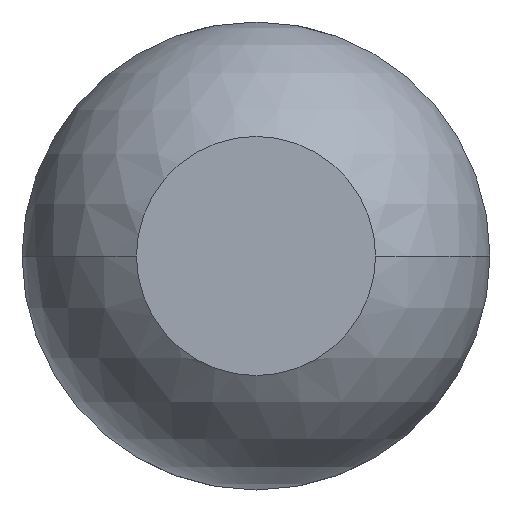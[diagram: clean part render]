
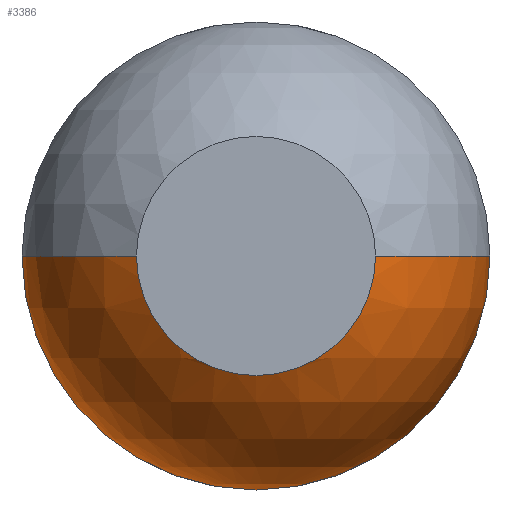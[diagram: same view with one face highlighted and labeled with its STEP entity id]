
A CAD part, front view. The second image highlights one B-rep face of the part: STEP entity #3386.
In plain terms, the highlighted spherical face has radius 0.685 mm.
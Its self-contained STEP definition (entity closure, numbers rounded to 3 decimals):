
#19 = AXIS2_PLACEMENT_3D ( 'NONE', #1172, #3116, #3445 ) ;
#84 = DIRECTION ( 'NONE',  ( 0., 0., -1. ) ) ;
#146 = EDGE_CURVE ( 'Defeature ausgef�hrt1_17+Defeature ausgef�hrt1_4+Defeature ausgef�hrt1_4+Defeature ausgef�hrt1_4', #1664, #1242, #2111, .T. ) ;
#262 = CARTESIAN_POINT ( 'NONE',  ( 0., -30., 0. ) ) ;
#280 = CIRCLE ( 'NONE', #3896, 0.685 ) ;
#356 = ORIENTED_EDGE ( 'NONE', *, *, #3245, .T. ) ;
#372 = CIRCLE ( 'NONE', #2569, 0.685 ) ;
#475 = DIRECTION ( 'NONE',  ( -1., 0., 0. ) ) ;
#558 = DIRECTION ( 'NONE',  ( 0., 1., 0. ) ) ;
#576 = DIRECTION ( 'NONE',  ( 0., 0., -1. ) ) ;
#866 = CARTESIAN_POINT ( 'NONE',  ( 0.35, -30., 0. ) ) ;
#890 = VERTEX_POINT ( 'NONE', #2164 ) ;
#935 = ORIENTED_EDGE ( 'NONE', *, *, #3687, .F. ) ;
#1083 = EDGE_LOOP ( 'NONE', ( #2850, #356, #3108, #935, #3648, #2554 ) ) ;
#1100 = AXIS2_PLACEMENT_3D ( 'NONE', #3519, #84, #1591 ) ;
#1172 = CARTESIAN_POINT ( 'NONE',  ( 0., -29.411, 0. ) ) ;
#1242 = VERTEX_POINT ( 'NONE', #866 ) ;
#1492 = CARTESIAN_POINT ( 'NONE',  ( 0., -30., -0.35 ) ) ;
#1591 = DIRECTION ( 'NONE',  ( 1., 0., 0. ) ) ;
#1664 = VERTEX_POINT ( 'NONE', #1492 ) ;
#1672 = AXIS2_PLACEMENT_3D ( 'NONE', #262, #2536, #576 ) ;
#1691 = VERTEX_POINT ( 'NONE', #2819 ) ;
#1722 = EDGE_CURVE ( 'Defeature ausgef�hrt1_5+Defeature ausgef�hrt1_4+Defeature ausgef�hrt1_4+Defeature ausgef�hrt1_4', #890, #1691, #2820, .T. ) ;
#1792 = SPHERICAL_SURFACE ( 'NONE', #1100, 0.685 ) ;
#1847 = DIRECTION ( 'NONE',  ( 0., 0., 1. ) ) ;
#1904 = FACE_OUTER_BOUND ( 'NONE', #1083, .T. ) ;
#2111 = CIRCLE ( 'NONE', #3096, 0.35 ) ;
#2164 = CARTESIAN_POINT ( 'NONE',  ( 0., -29.411, -0.685 ) ) ;
#2174 = CARTESIAN_POINT ( 'NONE',  ( 0., -29.411, 0. ) ) ;
#2219 = CARTESIAN_POINT ( 'NONE',  ( 0., -29.411, 0. ) ) ;
#2477 = CARTESIAN_POINT ( 'NONE',  ( -0.35, -30., 0. ) ) ;
#2536 = DIRECTION ( 'NONE',  ( 0., -1., 0. ) ) ;
#2554 = ORIENTED_EDGE ( 'NONE', *, *, #146, .F. ) ;
#2569 = AXIS2_PLACEMENT_3D ( 'NONE', #2219, #1847, #4083 ) ;
#2763 = CARTESIAN_POINT ( 'NONE',  ( 0., -30., 0. ) ) ;
#2774 = DIRECTION ( 'NONE',  ( 0., -1., 0. ) ) ;
#2819 = CARTESIAN_POINT ( 'NONE',  ( -0.685, -29.411, 0. ) ) ;
#2820 = CIRCLE ( 'NONE', #3621, 0.685 ) ;
#2834 = DIRECTION ( 'NONE',  ( 0., 0., 1. ) ) ;
#2850 = ORIENTED_EDGE ( 'NONE', *, *, #2941, .F. ) ;
#2941 = EDGE_CURVE ( 'Defeature ausgef�hrt1_17+Defeature ausgef�hrt1_4+Defeature ausgef�hrt1_4+Defeature ausgef�hrt1_4', #3313, #1664, #3294, .T. ) ;
#3096 = AXIS2_PLACEMENT_3D ( 'NONE', #2763, #2774, #4059 ) ;
#3108 = ORIENTED_EDGE ( 'NONE', *, *, #1722, .F. ) ;
#3116 = DIRECTION ( 'NONE',  ( 0., 1., 0. ) ) ;
#3245 = EDGE_CURVE ( 'NONE', #3313, #1691, #280, .T. ) ;
#3294 = CIRCLE ( 'NONE', #1672, 0.35 ) ;
#3307 = EDGE_CURVE ( 'NONE', #1242, #3452, #372, .T. ) ;
#3313 = VERTEX_POINT ( 'NONE', #2477 ) ;
#3386 = ADVANCED_FACE ( 'Defeature ausgef�hrt1_4', ( #1904 ), #1792, .T. ) ;
#3445 = DIRECTION ( 'NONE',  ( 0., 0., 1. ) ) ;
#3452 = VERTEX_POINT ( 'NONE', #3917 ) ;
#3519 = CARTESIAN_POINT ( 'NONE',  ( 0., -29.411, 0. ) ) ;
#3621 = AXIS2_PLACEMENT_3D ( 'NONE', #2174, #558, #2834 ) ;
#3648 = ORIENTED_EDGE ( 'NONE', *, *, #3307, .F. ) ;
#3687 = EDGE_CURVE ( 'Defeature ausgef�hrt1_5+Defeature ausgef�hrt1_4+Defeature ausgef�hrt1_4+Defeature ausgef�hrt1_4', #3452, #890, #3838, .T. ) ;
#3693 = DIRECTION ( 'NONE',  ( 0., 0., -1. ) ) ;
#3838 = CIRCLE ( 'NONE', #19, 0.685 ) ;
#3896 = AXIS2_PLACEMENT_3D ( 'NONE', #3999, #3693, #475 ) ;
#3917 = CARTESIAN_POINT ( 'NONE',  ( 0.685, -29.411, 0. ) ) ;
#3999 = CARTESIAN_POINT ( 'NONE',  ( 0., -29.411, 0. ) ) ;
#4059 = DIRECTION ( 'NONE',  ( 0., 0., -1. ) ) ;
#4083 = DIRECTION ( 'NONE',  ( 1., 0., 0. ) ) ;
